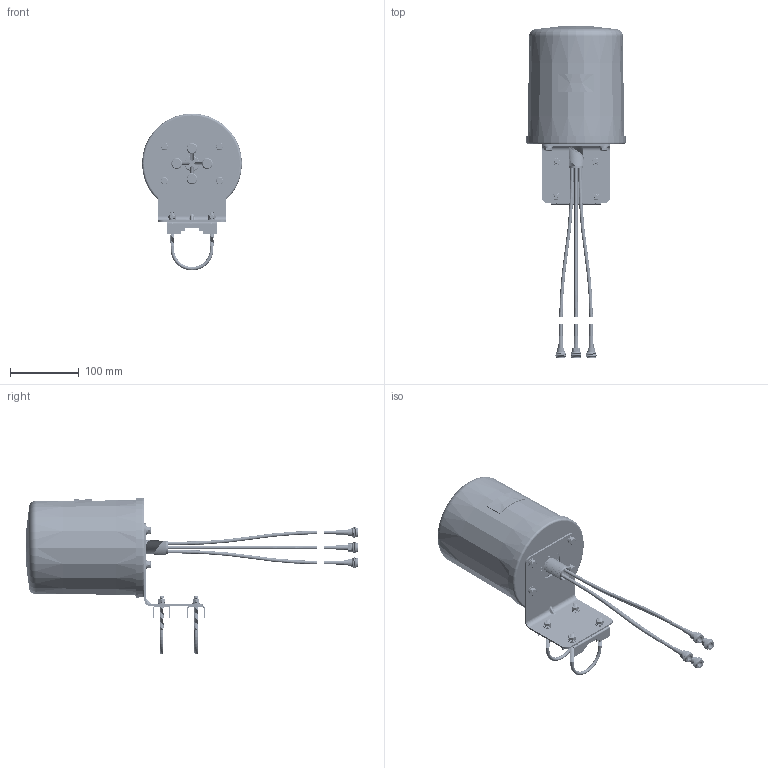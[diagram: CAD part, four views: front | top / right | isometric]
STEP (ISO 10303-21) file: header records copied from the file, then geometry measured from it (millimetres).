
FILE_DESCRIPTION (( 'STEP AP214' ), '1' );
FILE_NAME ('FMANOM1162_3D.step', '2024-03-05T16:46:52', ( '' ), ( '' ), 'SwSTEP 2.0', 'SolidWorks 2022', '' );
FILE_SCHEMA (( 'AUTOMOTIVE_DESIGN' ));
Length unit declared in the file: inch
Products named in the file (18): WXQFG06A (3).stp; KM3X10.stp; TANJIE_6.stp; N-C-K3.stp; DIANPIAN_6X13X1.stp; TAOGUAN_N-C-K3.stp; WXFFG06A_03.stp; CB401W5G_04B.stp; NK_ASM.stp; LUOMU_M6.stp; CB401W5G_03.stp; JM_TA_02.stp; HM6X20.stp; ZHIJIA.stp; Part54^FMANOM1162; FMANOM1162_3D; DIANLAN125.stp; JM_TA_03.stp
Assembly tree (45 placements, depth 4):
  FMANOM1162_3D
    WXQFG06A (3).stp
      NK_ASM.stp  x4
        N-C-K3.stp
        TAOGUAN_N-C-K3.stp
      CB401W5G_03.stp
      CB401W5G_04B.stp
      WXFFG06A_03.stp
      KM3X10.stp  x4
      ZHIJIA.stp
      JM_TA_02.stp  x2
      JM_TA_03.stp  x2
      DIANPIAN_6X13X1.stp  x8
      TANJIE_6.stp  x8
      LUOMU_M6.stp  x4
      HM6X20.stp  x4
      DIANLAN125.stp
    Part54^FMANOM1162
Bounding box: 145 x 481.41 x 227.5 mm (x, y, z)
Volume: 354729 mm3; surface area: 345820.2 mm2
Topology: 53 solids, 53 shells, 1913 faces, 5739 edges, 3991 vertices
Faces by surface type: plane 679, cylinder 597, bspline 353, cone 238, torus 42, sphere 4
Entity records: 85193 total; most frequent: CARTESIAN_POINT 58651, ORIENTED_EDGE 6052, DIRECTION 4292, EDGE_CURVE 3026, VERTEX_POINT 2081, AXIS2_PLACEMENT_3D 1526, LINE 1240, VECTOR 1240
